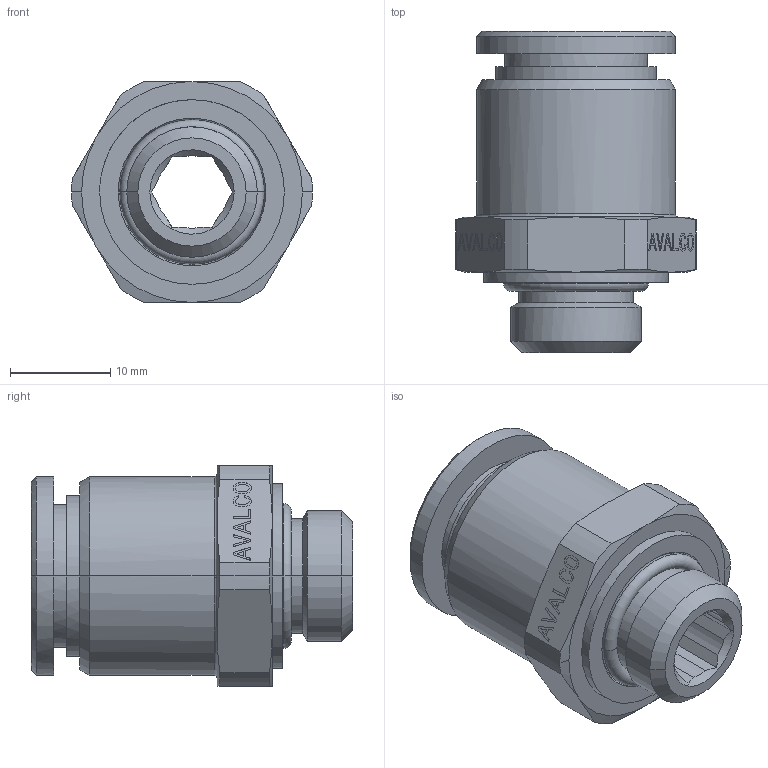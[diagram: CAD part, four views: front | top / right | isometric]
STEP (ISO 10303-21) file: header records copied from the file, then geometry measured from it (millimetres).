
FILE_DESCRIPTION(('CATIA V5 STEP Exchange'),'2;1');
FILE_NAME('PN511B-12G14.stp','2018-04-14T17:46:59+00:00',('none'),('none'),'CATIA Version 5 Release 21 GA (IN-10)','CATIA V5 STEP AP203','none');
FILE_SCHEMA(('CONFIG_CONTROL_DESIGN'));
Length unit declared in the file: millimetre
Products named in the file (1): PN511B-12G14
Bounding box: 24 x 32 x 22 mm (x, y, z)
Volume: 5641.3 mm3; surface area: 4129.1 mm2
Topology: 2 solids, 2 shells, 433 faces, 1153 edges, 756 vertices
Faces by surface type: plane 363, cone 32, cylinder 30, torus 8
Entity records: 13275 total; most frequent: CARTESIAN_POINT 2853, ORIENTED_EDGE 2306, DIRECTION 1816, EDGE_CURVE 1153, VECTOR 995, LINE 995, VERTEX_POINT 756, EDGE_LOOP 469
